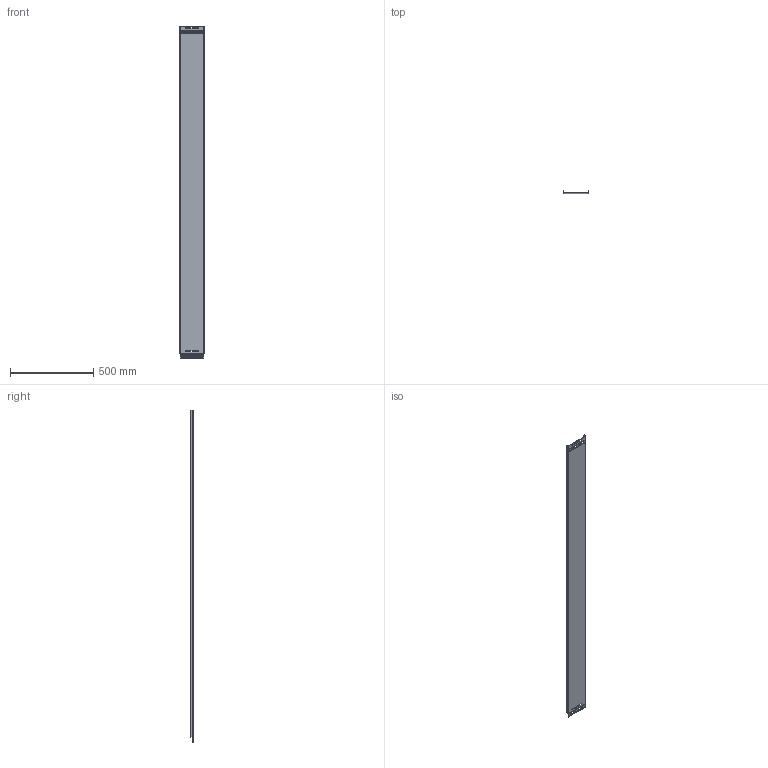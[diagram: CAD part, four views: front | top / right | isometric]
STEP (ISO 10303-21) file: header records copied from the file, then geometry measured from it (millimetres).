
FILE_DESCRIPTION((''),'2;1');
FILE_NAME('815150_PRT','2018-11-09T09:59:15',('tomasz.grudniewski'),(''),'CREO PARAMETRIC BY PTC INC, 2018260','CREO PARAMETRIC BY PTC INC, 2018260','');
FILE_SCHEMA(('CONFIG_CONTROL_DESIGN'));
Length unit declared in the file: millimetre
Products named in the file (1): 815150_PRT
Bounding box: 150 x 15 x 2000 mm (x, y, z)
Volume: 518033.3 mm3; surface area: 699347.9 mm2
Topology: 1 solids, 1 shells, 136 faces, 386 edges, 252 vertices
Faces by surface type: plane 76, cylinder 60
Entity records: 4572 total; most frequent: DIRECTION 778, CARTESIAN_POINT 774, ORIENTED_EDGE 772, EDGE_CURVE 386, VECTOR 266, LINE 266, AXIS2_PLACEMENT_3D 256, VERTEX_POINT 252
